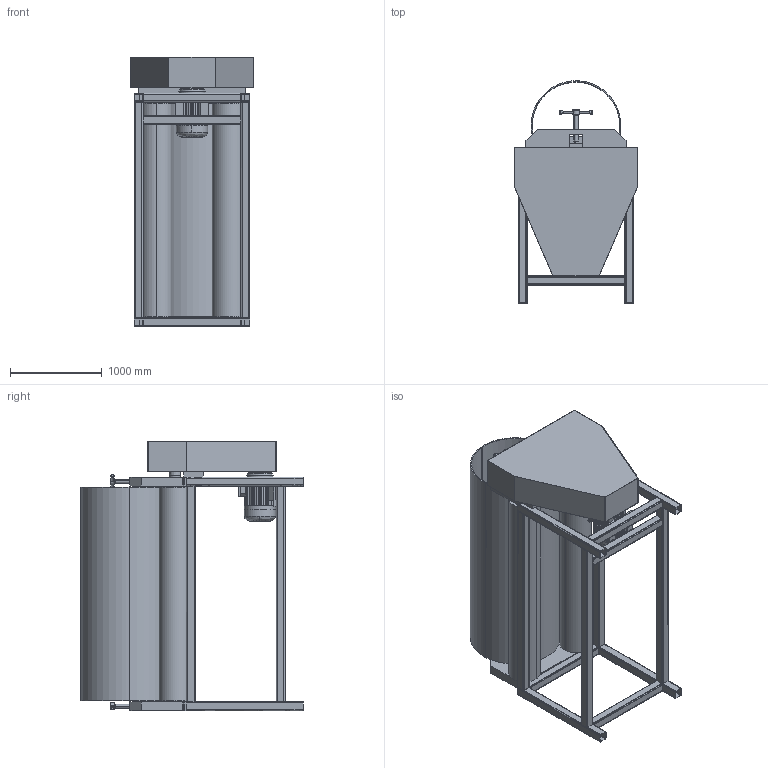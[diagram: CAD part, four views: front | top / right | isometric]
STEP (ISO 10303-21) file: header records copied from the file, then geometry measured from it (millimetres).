
FILE_DESCRIPTION(('FreeCAD Model'),'2;1');
FILE_NAME('Open CASCADE Shape Model','2025-05-09T06:06:32',('FreeCAD'),( 'FreeCAD'),'Open CASCADE STEP processor 7.6','FreeCAD','Unknown');
FILE_SCHEMA(('AUTOMOTIVE_DESIGN { 1 0 10303 214 1 1 1 1 }'));
Products named in the file (1): Open CASCADE STEP translator 7.6 1
Bounding box: 1344.25 x 2415.03 x 2931.37 mm (x, y, z)
Volume: 1006962034.2 mm3; surface area: 49770156.4 mm2
Topology: 49 solids, 49 shells, 2043 faces, 6169 edges, 3985 vertices
Faces by surface type: bspline 2043
Entity records: 73551 total; most frequent: CARTESIAN_POINT 40575, ORIENTED_EDGE 11950, EDGE_CURVE 5975, VERTEX_POINT 3985, B_SPLINE_CURVE_WITH_KNOTS 3604, FACE_BOUND 2244, EDGE_LOOP 2244, ADVANCED_FACE 2043
